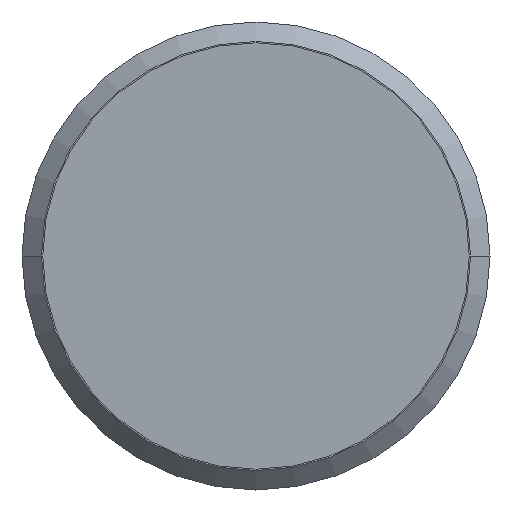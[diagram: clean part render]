
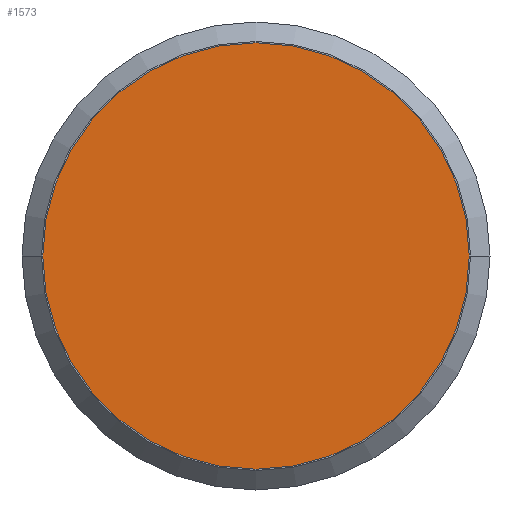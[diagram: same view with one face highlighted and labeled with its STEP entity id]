
A CAD part, front view. The second image highlights one B-rep face of the part: STEP entity #1573.
In plain terms, the highlighted planar face has unit normal (0, -1, 0).
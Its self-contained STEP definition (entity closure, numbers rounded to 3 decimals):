
#462=CARTESIAN_POINT('',(0.,-49.,0.));
#463=DIRECTION('',(0.,-1.,0.));
#464=DIRECTION('',(-1.,0.,0.));
#465=AXIS2_PLACEMENT_3D('',#462,#463,#464);
#467=CARTESIAN_POINT('',(0.,-49.,0.));
#468=DIRECTION('',(0.,-1.,0.));
#469=DIRECTION('',(1.,0.,0.));
#470=AXIS2_PLACEMENT_3D('',#467,#468,#469);
#484=CARTESIAN_POINT('',(-8.2,-49.,0.));
#485=CARTESIAN_POINT('',(8.2,-49.,0.));
#486=VERTEX_POINT('',#484);
#487=VERTEX_POINT('',#485);
#1564=CARTESIAN_POINT('',(0.,-49.,0.));
#1565=DIRECTION('',(0.,-1.,0.));
#1566=DIRECTION('',(-1.,0.,0.));
#1567=AXIS2_PLACEMENT_3D('',#1564,#1565,#1566);
#1568=PLANE('',#1567);
#1569=ORIENTED_EDGE('',*,*,#1530,.F.);
#1570=ORIENTED_EDGE('',*,*,#1551,.F.);
#1571=EDGE_LOOP('',(#1569,#1570));
#1572=FACE_OUTER_BOUND('',#1571,.F.);
#1573=ADVANCED_FACE('',(#1572),#1568,.T.);
#466=CIRCLE('',#465,8.2);
#471=CIRCLE('',#470,8.2);
#1530=EDGE_CURVE('',#486,#487,#466,.T.);
#1551=EDGE_CURVE('',#487,#486,#471,.T.);
